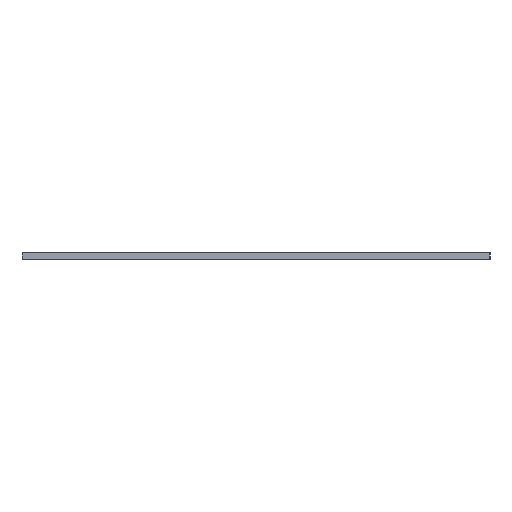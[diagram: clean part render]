
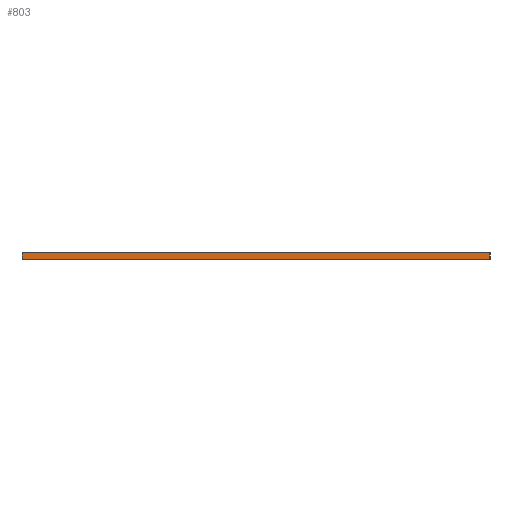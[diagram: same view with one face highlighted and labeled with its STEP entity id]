
A CAD part, left-side view. The second image highlights one B-rep face of the part: STEP entity #803.
In plain terms, the highlighted planar face has unit normal (-1, 0, 0).
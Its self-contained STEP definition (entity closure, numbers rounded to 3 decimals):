
#17 = AXIS2_PLACEMENT_3D ( 'NONE', #529, #1676, #1282 ) ;
#44 = DIRECTION ( 'NONE',  ( 0., 0., -1. ) ) ;
#149 = DIRECTION ( 'NONE',  ( 0., -1., 0. ) ) ;
#240 = CARTESIAN_POINT ( 'NONE',  ( -110., -105., 0. ) ) ;
#308 = CARTESIAN_POINT ( 'NONE',  ( -110., 105., 3. ) ) ;
#483 = EDGE_CURVE ( 'NONE', #546, #1292, #1551, .T. ) ;
#517 = PLANE ( 'NONE',  #17 ) ;
#528 = VECTOR ( 'NONE', #2292, 1000. ) ;
#529 = CARTESIAN_POINT ( 'NONE',  ( -110., 105., 3. ) ) ;
#546 = VERTEX_POINT ( 'NONE', #308 ) ;
#582 = CARTESIAN_POINT ( 'NONE',  ( -110., 105., 3. ) ) ;
#652 = CARTESIAN_POINT ( 'NONE',  ( -110., 105., 3. ) ) ;
#693 = ORIENTED_EDGE ( 'NONE', *, *, #2313, .F. ) ;
#694 = EDGE_CURVE ( 'NONE', #1292, #1479, #2210, .T. ) ;
#751 = VECTOR ( 'NONE', #44, 1000. ) ;
#803 = ADVANCED_FACE ( 'NONE', ( #938 ), #517, .F. ) ;
#860 = EDGE_CURVE ( 'NONE', #1518, #1479, #1691, .T. ) ;
#909 = VECTOR ( 'NONE', #149, 1000. ) ;
#938 = FACE_OUTER_BOUND ( 'NONE', #2383, .T. ) ;
#1160 = ORIENTED_EDGE ( 'NONE', *, *, #483, .T. ) ;
#1282 = DIRECTION ( 'NONE',  ( 0., 0., -1. ) ) ;
#1292 = VERTEX_POINT ( 'NONE', #1427 ) ;
#1337 = ORIENTED_EDGE ( 'NONE', *, *, #860, .F. ) ;
#1427 = CARTESIAN_POINT ( 'NONE',  ( -110., 105., 0. ) ) ;
#1479 = VERTEX_POINT ( 'NONE', #240 ) ;
#1518 = VERTEX_POINT ( 'NONE', #2304 ) ;
#1551 = LINE ( 'NONE', #582, #528 ) ;
#1676 = DIRECTION ( 'NONE',  ( 1., 0., 0. ) ) ;
#1691 = LINE ( 'NONE', #2247, #751 ) ;
#1799 = ORIENTED_EDGE ( 'NONE', *, *, #694, .T. ) ;
#1826 = CARTESIAN_POINT ( 'NONE',  ( -110., 105., 0. ) ) ;
#1985 = VECTOR ( 'NONE', #2319, 1000. ) ;
#2210 = LINE ( 'NONE', #1826, #909 ) ;
#2247 = CARTESIAN_POINT ( 'NONE',  ( -110., -105., 3. ) ) ;
#2292 = DIRECTION ( 'NONE',  ( 0., 0., -1. ) ) ;
#2304 = CARTESIAN_POINT ( 'NONE',  ( -110., -105., 3. ) ) ;
#2308 = LINE ( 'NONE', #652, #1985 ) ;
#2313 = EDGE_CURVE ( 'NONE', #546, #1518, #2308, .T. ) ;
#2319 = DIRECTION ( 'NONE',  ( 0., -1., 0. ) ) ;
#2383 = EDGE_LOOP ( 'NONE', ( #1799, #1337, #693, #1160 ) ) ;
